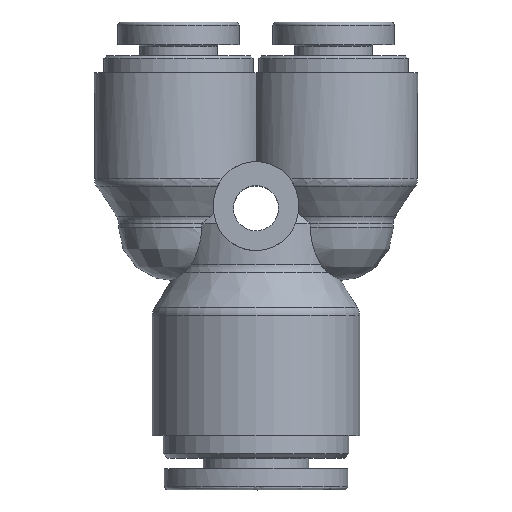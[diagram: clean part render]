
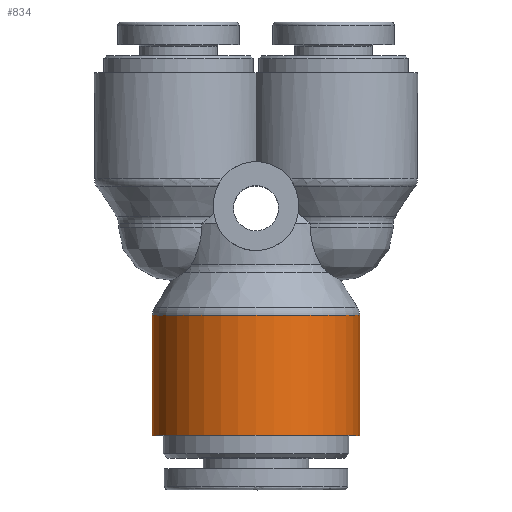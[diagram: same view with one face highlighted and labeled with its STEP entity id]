
A CAD part, top view. The second image highlights one B-rep face of the part: STEP entity #834.
In plain terms, the highlighted cylindrical face has radius 7.35 mm (diameter 14.7 mm), a full revolution.
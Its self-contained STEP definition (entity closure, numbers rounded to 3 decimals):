
#685=CARTESIAN_POINT('',(-7.35,-7.984,0.0));
#686=VERTEX_POINT('',#685);
#687=CARTESIAN_POINT('',(0.,-7.984,0.0));
#688=DIRECTION('',(0.0,1.0,0.0));
#689=DIRECTION('',(1.0,0.0,0.0));
#690=AXIS2_PLACEMENT_3D('',#687,#688,#689);
#691=CIRCLE('',#690,7.35);
#692=EDGE_CURVE('',#686,#686,#691,.T.);
#815=CARTESIAN_POINT('',(0.,-12.1,0.0));
#816=DIRECTION('',(0.,1.0,0.0));
#817=DIRECTION('',(-1.0,0.0,0.0));
#818=AXIS2_PLACEMENT_3D('',#815,#816,#817);
#819=CYLINDRICAL_SURFACE('',#818,7.35);
#820=CARTESIAN_POINT('',(-7.35,-16.5,0.0));
#821=VERTEX_POINT('',#820);
#822=CARTESIAN_POINT('',(0.,-16.5,0.0));
#823=DIRECTION('',(0.0,1.0,0.0));
#824=DIRECTION('',(-1.0,0.0,0.0));
#825=AXIS2_PLACEMENT_3D('',#822,#823,#824);
#826=CIRCLE('',#825,7.35);
#827=EDGE_CURVE('',#821,#821,#826,.T.);
#828=ORIENTED_EDGE('',*,*,#827,.T.);
#829=EDGE_LOOP('',(#828));
#830=FACE_OUTER_BOUND('',#829,.T.);
#831=ORIENTED_EDGE('',*,*,#692,.F.);
#832=EDGE_LOOP('',(#831));
#833=FACE_BOUND('',#832,.T.);
#834=ADVANCED_FACE('',(#830,#833),#819,.T.);
